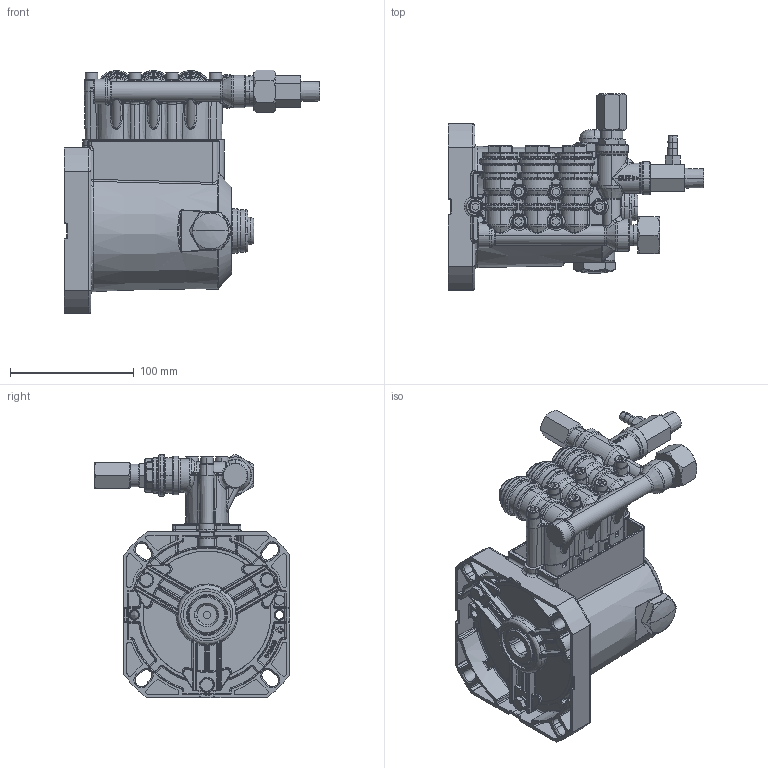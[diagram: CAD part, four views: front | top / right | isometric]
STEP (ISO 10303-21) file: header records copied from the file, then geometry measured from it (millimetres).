
FILE_DESCRIPTION (( 'STEP AP203' ), '1' );
FILE_NAME ('4DX20EUIF.STEP', '2023-06-12T15:44:46', ( '' ), ( '' ), 'SwSTEP 2.0', 'SolidWorks 2022', '' );
FILE_SCHEMA (( 'CONFIG_CONTROL_DESIGN' ));
Products named in the file (1): 4DX20EUIF
Bounding box: 206.18 x 158 x 196.8 mm (x, y, z)
Surface area: 179821.9 mm2 (no closed solid volume)
Topology: 0 solids, 55 shells, 2554 faces, 7644 edges, 4807 vertices
Faces by surface type: bspline 1066, cylinder 728, plane 497, cone 260, torus 3
Entity records: 152651 total; most frequent: CARTESIAN_POINT 95458, ORIENTED_EDGE 12720, DIRECTION 9749, EDGE_CURVE 7464, VERTEX_POINT 4807, AXIS2_PLACEMENT_3D 3774, EDGE_LOOP 2655, FACE_OUTER_BOUND 2554
